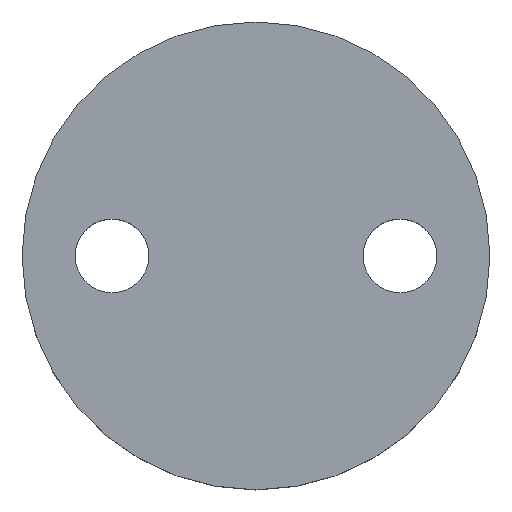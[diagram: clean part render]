
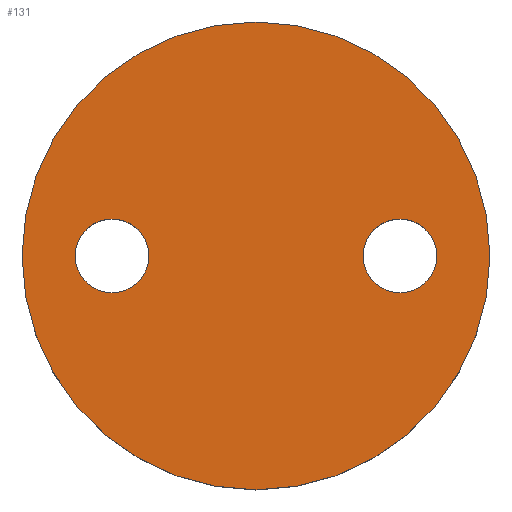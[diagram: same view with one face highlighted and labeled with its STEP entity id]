
A CAD part, top view. The second image highlights one B-rep face of the part: STEP entity #131.
In plain terms, the highlighted planar face has unit normal (0, 0, 1).
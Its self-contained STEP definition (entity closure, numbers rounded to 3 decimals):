
#18=FACE_BOUND('',#43,.T.);
#19=FACE_BOUND('',#44,.T.);
#22=PLANE('',#172);
#31=FACE_OUTER_BOUND('',#42,.T.);
#42=EDGE_LOOP('',(#117));
#43=EDGE_LOOP('',(#118));
#44=EDGE_LOOP('',(#119));
#55=CIRCLE('',#156,2.05);
#57=CIRCLE('',#159,2.05);
#64=CIRCLE('',#171,13.);
#65=VERTEX_POINT('',#218);
#67=VERTEX_POINT('',#224);
#74=VERTEX_POINT('',#246);
#75=EDGE_CURVE('',#65,#65,#55,.T.);
#78=EDGE_CURVE('',#67,#67,#57,.T.);
#88=EDGE_CURVE('',#74,#74,#64,.T.);
#117=ORIENTED_EDGE('',*,*,#88,.T.);
#118=ORIENTED_EDGE('',*,*,#75,.T.);
#119=ORIENTED_EDGE('',*,*,#78,.T.);
#131=ADVANCED_FACE('',(#31,#18,#19),#22,.T.);
#156=AXIS2_PLACEMENT_3D('',#219,#177,#178);
#159=AXIS2_PLACEMENT_3D('',#225,#184,#185);
#171=AXIS2_PLACEMENT_3D('',#247,#211,#212);
#172=AXIS2_PLACEMENT_3D('',#249,#214,#215);
#177=DIRECTION('center_axis',(0.,0.,-1.));
#178=DIRECTION('ref_axis',(1.,0.,0.));
#184=DIRECTION('center_axis',(0.,0.,-1.));
#185=DIRECTION('ref_axis',(1.,0.,0.));
#211=DIRECTION('center_axis',(0.,0.,1.));
#212=DIRECTION('ref_axis',(1.,0.,0.));
#214=DIRECTION('center_axis',(0.,0.,1.));
#215=DIRECTION('ref_axis',(1.,0.,0.));
#218=CARTESIAN_POINT('',(-10.05,0.,25.));
#219=CARTESIAN_POINT('Origin',(-8.,0.,25.));
#224=CARTESIAN_POINT('',(5.95,0.,25.));
#225=CARTESIAN_POINT('Origin',(8.,0.,25.));
#246=CARTESIAN_POINT('',(-13.,0.,25.));
#247=CARTESIAN_POINT('Origin',(0.,0.,25.));
#249=CARTESIAN_POINT('Origin',(0.,0.,25.));
